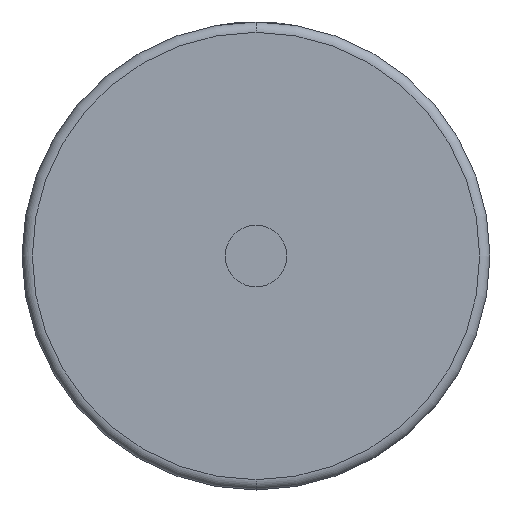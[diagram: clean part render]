
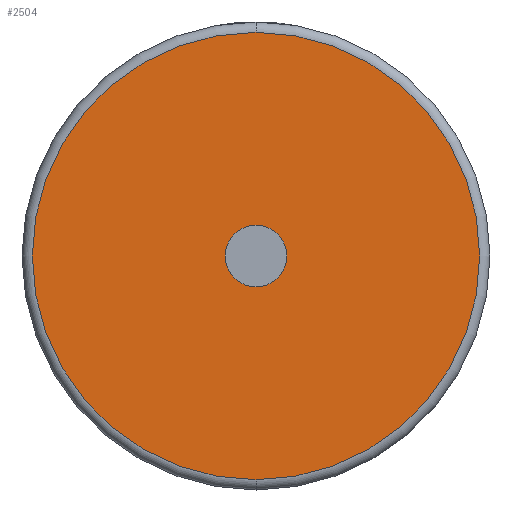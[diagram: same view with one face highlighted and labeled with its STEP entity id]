
A CAD part, front view. The second image highlights one B-rep face of the part: STEP entity #2504.
In plain terms, the highlighted planar face has unit normal (0, -1, 0).
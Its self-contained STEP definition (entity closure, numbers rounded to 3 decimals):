
#177 = CARTESIAN_POINT ( 'NONE',  ( 0., 0., 6. ) ) ;
#309 = CARTESIAN_POINT ( 'NONE',  ( 0., 0., 0. ) ) ;
#352 = DIRECTION ( 'NONE',  ( 0., -1., 0. ) ) ;
#390 = VERTEX_POINT ( 'NONE', #3189 ) ;
#416 = EDGE_LOOP ( 'NONE', ( #3701, #1171 ) ) ;
#490 = CARTESIAN_POINT ( 'NONE',  ( 0., 0., 0. ) ) ;
#585 = FACE_OUTER_BOUND ( 'NONE', #416, .T. ) ;
#643 = CIRCLE ( 'NONE', #1424, 6. ) ;
#664 = CARTESIAN_POINT ( 'NONE',  ( 0., 0., 0. ) ) ;
#764 = VERTEX_POINT ( 'NONE', #882 ) ;
#811 = FACE_BOUND ( 'NONE', #1078, .T. ) ;
#882 = CARTESIAN_POINT ( 'NONE',  ( 0., 0., -6. ) ) ;
#897 = EDGE_CURVE ( 'NONE', #764, #3290, #3609, .T. ) ;
#910 = CARTESIAN_POINT ( 'NONE',  ( 0., 0., 0. ) ) ;
#1078 = EDGE_LOOP ( 'NONE', ( #3204, #2644 ) ) ;
#1171 = ORIENTED_EDGE ( 'NONE', *, *, #2166, .T. ) ;
#1194 = CARTESIAN_POINT ( 'NONE',  ( 0., 0., 43.5 ) ) ;
#1282 = AXIS2_PLACEMENT_3D ( 'NONE', #910, #3721, #3221 ) ;
#1424 = AXIS2_PLACEMENT_3D ( 'NONE', #309, #2650, #2054 ) ;
#1570 = DIRECTION ( 'NONE',  ( 0., 0., 1. ) ) ;
#1660 = EDGE_CURVE ( 'NONE', #2028, #390, #2599, .T. ) ;
#1875 = AXIS2_PLACEMENT_3D ( 'NONE', #490, #3641, #2506 ) ;
#1976 = AXIS2_PLACEMENT_3D ( 'NONE', #2669, #2680, #3231 ) ;
#2028 = VERTEX_POINT ( 'NONE', #1194 ) ;
#2054 = DIRECTION ( 'NONE',  ( 0., 0., 1. ) ) ;
#2089 = EDGE_CURVE ( 'NONE', #3290, #764, #643, .T. ) ;
#2166 = EDGE_CURVE ( 'NONE', #390, #2028, #3392, .T. ) ;
#2211 = AXIS2_PLACEMENT_3D ( 'NONE', #664, #352, #1570 ) ;
#2504 = ADVANCED_FACE ( 'NONE', ( #585, #811 ), #3469, .F. ) ;
#2506 = DIRECTION ( 'NONE',  ( 0., 0., 1. ) ) ;
#2599 = CIRCLE ( 'NONE', #1282, 43.5 ) ;
#2644 = ORIENTED_EDGE ( 'NONE', *, *, #897, .F. ) ;
#2650 = DIRECTION ( 'NONE',  ( 0., -1., 0. ) ) ;
#2669 = CARTESIAN_POINT ( 'NONE',  ( 0., 0., 0. ) ) ;
#2680 = DIRECTION ( 'NONE',  ( 0., 1., 0. ) ) ;
#3189 = CARTESIAN_POINT ( 'NONE',  ( 0., 0., -43.5 ) ) ;
#3204 = ORIENTED_EDGE ( 'NONE', *, *, #2089, .F. ) ;
#3221 = DIRECTION ( 'NONE',  ( 0., 0., 1. ) ) ;
#3231 = DIRECTION ( 'NONE',  ( 0., 0., 1. ) ) ;
#3290 = VERTEX_POINT ( 'NONE', #177 ) ;
#3392 = CIRCLE ( 'NONE', #2211, 43.5 ) ;
#3469 = PLANE ( 'NONE',  #1976 ) ;
#3609 = CIRCLE ( 'NONE', #1875, 6. ) ;
#3641 = DIRECTION ( 'NONE',  ( 0., -1., 0. ) ) ;
#3701 = ORIENTED_EDGE ( 'NONE', *, *, #1660, .T. ) ;
#3721 = DIRECTION ( 'NONE',  ( 0., -1., 0. ) ) ;
